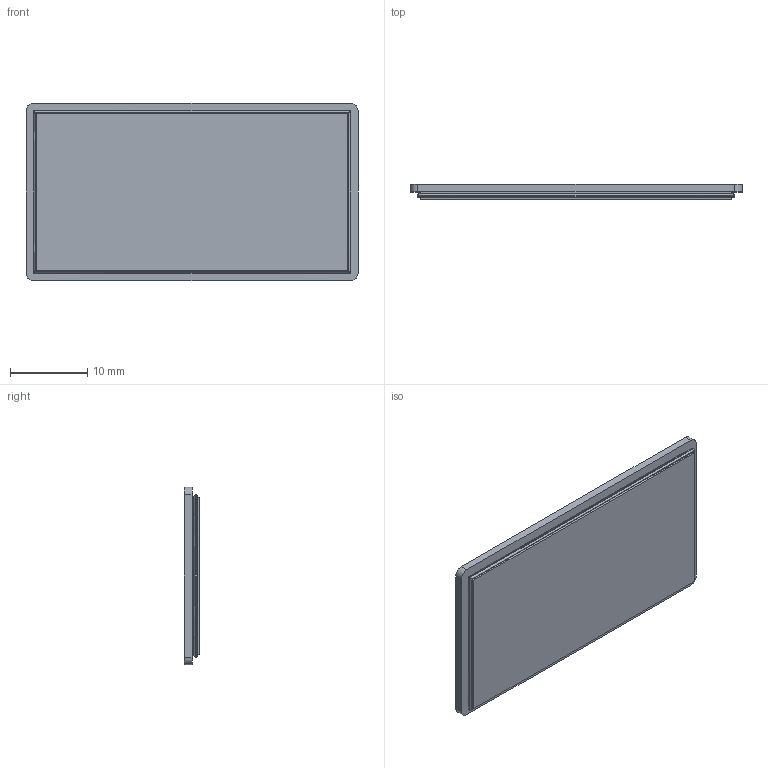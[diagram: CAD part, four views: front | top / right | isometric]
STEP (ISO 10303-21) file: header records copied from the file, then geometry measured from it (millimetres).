
FILE_DESCRIPTION(/* description */ (''),/* implementation_level */ '2;1');
FILE_NAME(/* name */ 'Lid.step',/* time_stamp */ '2025-04-20T13:22:24+01:00',/* author */ (''),/* organization */ (''),/* preprocessor_version */ 'ST-DEVELOPER v20.1',/* originating_system */ 'Autodesk Translation Framework v14.4.0.0',/* authorisation */ '');
FILE_SCHEMA (('AUTOMOTIVE_DESIGN { 1 0 10303 214 3 1 1 }'));
Length unit declared in the file: millimetre
Products named in the file (1): Lid
Bounding box: 43 x 2 x 23 mm (x, y, z)
Volume: 1828.4 mm3; surface area: 2645.8 mm2
Topology: 3 solids, 3 shells, 38 faces, 88 edges, 56 vertices
Faces by surface type: plane 26, bspline 8, cylinder 4
Entity records: 1707 total; most frequent: CARTESIAN_POINT 867, ORIENTED_EDGE 176, DIRECTION 134, EDGE_CURVE 88, LINE 56, VECTOR 56, VERTEX_POINT 56, EDGE_LOOP 42
